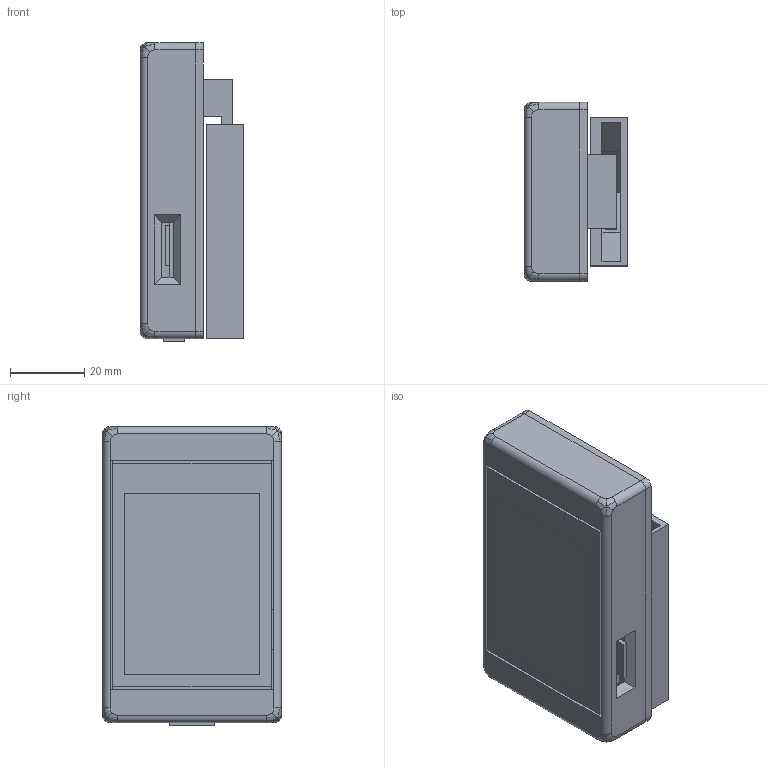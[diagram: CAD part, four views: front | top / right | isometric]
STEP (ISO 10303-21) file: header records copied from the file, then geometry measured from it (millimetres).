
FILE_DESCRIPTION(/* description */ (''),/* implementation_level */ '2;1');
FILE_NAME(/* name */ 'Display AutoBag holder.step',/* time_stamp */ '2023-03-11T16:11:04+10:00',/* author */ (''),/* organization */ (''),/* preprocessor_version */ 'ST-DEVELOPER v19.2',/* originating_system */ 'Autodesk Translation Framework v11.17.0.187',/* authorisation */ '');
FILE_SCHEMA (('AUTOMOTIVE_DESIGN { 1 0 10303 214 3 1 1 }'));
Length unit declared in the file: millimetre
Products named in the file (2): Display AutoBag; Component1
Assembly tree (1 placements, depth 2):
  Display AutoBag
    Component1
Bounding box: 28.05 x 48.3 x 80.75 mm (x, y, z)
Volume: 55589 mm3; surface area: 37485 mm2
Topology: 4 solids, 4 shells, 141 faces, 372 edges, 244 vertices
Faces by surface type: plane 97, bspline 24, cylinder 20
Full cylindrical faces by diameter (mm): 3.2 x4
Entity records: 5307 total; most frequent: CARTESIAN_POINT 1720, ORIENTED_EDGE 744, DIRECTION 664, EDGE_CURVE 372, LINE 272, VECTOR 272, VERTEX_POINT 244, AXIS2_PLACEMENT_3D 196
